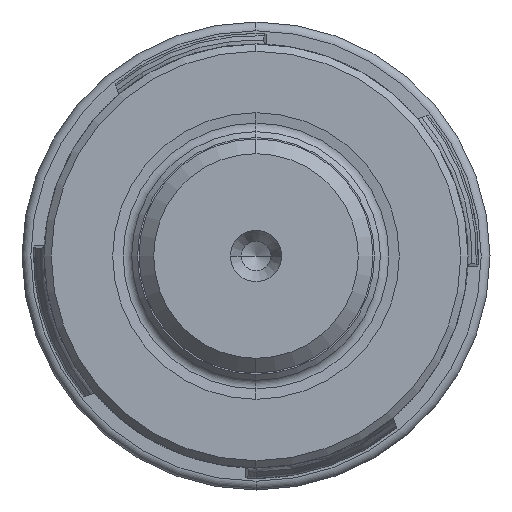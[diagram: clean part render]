
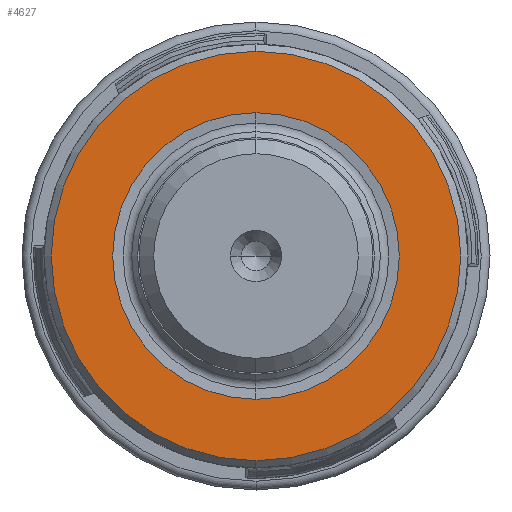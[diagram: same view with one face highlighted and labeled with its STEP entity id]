
A CAD part, left-side view. The second image highlights one B-rep face of the part: STEP entity #4627.
In plain terms, the highlighted planar face has unit normal (-1, 0, 0).
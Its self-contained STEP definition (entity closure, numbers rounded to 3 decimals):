
#2 = CIRCLE ( 'NONE', #4251, 14. ) ;
#901 = CARTESIAN_POINT ( 'NONE',  ( -31.3, 0., -9.8 ) ) ;
#1002 = ORIENTED_EDGE ( 'NONE', *, *, #2106, .T. ) ;
#1029 = DIRECTION ( 'NONE',  ( 0., 0., 1. ) ) ;
#1101 = ORIENTED_EDGE ( 'NONE', *, *, #3951, .T. ) ;
#1259 = AXIS2_PLACEMENT_3D ( 'NONE', #1507, #1434, #1029 ) ;
#1434 = DIRECTION ( 'NONE',  ( -1., 0., 0. ) ) ;
#1466 = CARTESIAN_POINT ( 'NONE',  ( -31.3, 0., 0. ) ) ;
#1507 = CARTESIAN_POINT ( 'NONE',  ( -31.3, 14.5, 0. ) ) ;
#1621 = DIRECTION ( 'NONE',  ( 0., 0., 1. ) ) ;
#2106 = EDGE_CURVE ( 'NONE', #3674, #2513, #3765, .T. ) ;
#2251 = FACE_OUTER_BOUND ( 'NONE', #4585, .T. ) ;
#2362 = DIRECTION ( 'NONE',  ( 1., 0., 0. ) ) ;
#2394 = DIRECTION ( 'NONE',  ( 0., 0., -1. ) ) ;
#2513 = VERTEX_POINT ( 'NONE', #2555 ) ;
#2555 = CARTESIAN_POINT ( 'NONE',  ( -31.3, 0., 9.8 ) ) ;
#2934 = ORIENTED_EDGE ( 'NONE', *, *, #4975, .T. ) ;
#2975 = EDGE_LOOP ( 'NONE', ( #2934, #1002 ) ) ;
#2976 = DIRECTION ( 'NONE',  ( 0., 0., 1. ) ) ;
#3184 = DIRECTION ( 'NONE',  ( 0., 0., -1. ) ) ;
#3218 = CIRCLE ( 'NONE', #4308, 14. ) ;
#3334 = CARTESIAN_POINT ( 'NONE',  ( -31.3, 0., -14. ) ) ;
#3370 = CARTESIAN_POINT ( 'NONE',  ( -31.3, 0., 14. ) ) ;
#3462 = CARTESIAN_POINT ( 'NONE',  ( -31.3, 0., 0. ) ) ;
#3674 = VERTEX_POINT ( 'NONE', #901 ) ;
#3765 = CIRCLE ( 'NONE', #4773, 9.8 ) ;
#3795 = DIRECTION ( 'NONE',  ( -1., 0., 0. ) ) ;
#3908 = VERTEX_POINT ( 'NONE', #3370 ) ;
#3918 = ORIENTED_EDGE ( 'NONE', *, *, #5267, .T. ) ;
#3951 = EDGE_CURVE ( 'NONE', #3908, #5096, #2, .T. ) ;
#4031 = CARTESIAN_POINT ( 'NONE',  ( -31.3, 0., 0. ) ) ;
#4127 = CIRCLE ( 'NONE', #4609, 9.8 ) ;
#4251 = AXIS2_PLACEMENT_3D ( 'NONE', #5417, #3795, #1621 ) ;
#4308 = AXIS2_PLACEMENT_3D ( 'NONE', #3462, #5135, #2976 ) ;
#4448 = DIRECTION ( 'NONE',  ( 1., 0., 0. ) ) ;
#4585 = EDGE_LOOP ( 'NONE', ( #3918, #1101 ) ) ;
#4609 = AXIS2_PLACEMENT_3D ( 'NONE', #4031, #2362, #2394 ) ;
#4627 = ADVANCED_FACE ( 'NONE', ( #2251, #5097 ), #5323, .T. ) ;
#4773 = AXIS2_PLACEMENT_3D ( 'NONE', #1466, #4448, #3184 ) ;
#4975 = EDGE_CURVE ( 'NONE', #2513, #3674, #4127, .T. ) ;
#5096 = VERTEX_POINT ( 'NONE', #3334 ) ;
#5097 = FACE_BOUND ( 'NONE', #2975, .T. ) ;
#5135 = DIRECTION ( 'NONE',  ( -1., 0., 0. ) ) ;
#5267 = EDGE_CURVE ( 'NONE', #5096, #3908, #3218, .T. ) ;
#5323 = PLANE ( 'NONE',  #1259 ) ;
#5417 = CARTESIAN_POINT ( 'NONE',  ( -31.3, 0., 0. ) ) ;
